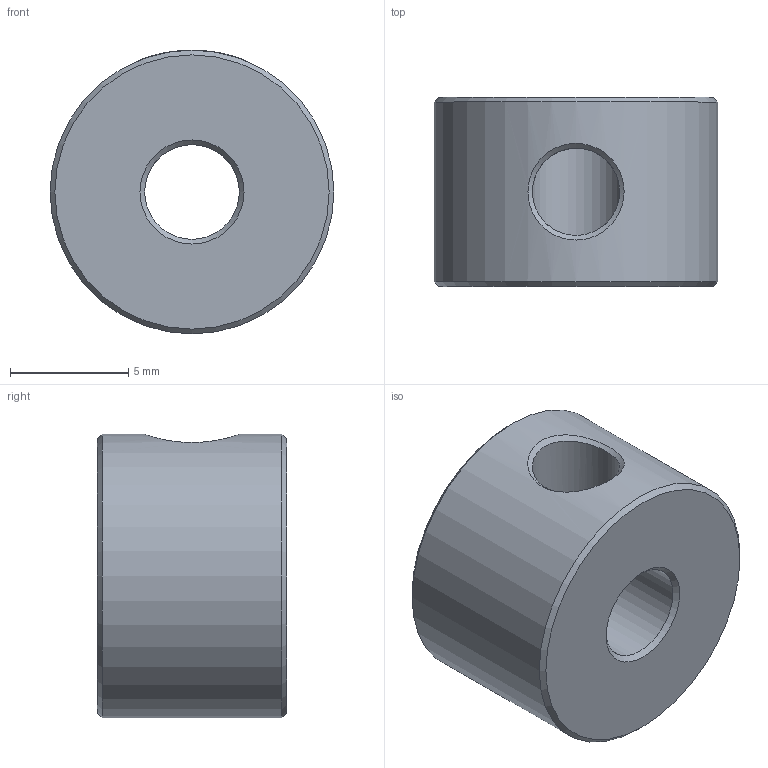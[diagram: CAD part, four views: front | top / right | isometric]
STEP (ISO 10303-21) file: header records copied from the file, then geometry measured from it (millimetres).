
FILE_DESCRIPTION(/* description */ (''),/* implementation_level */ '2;1');
FILE_NAME(/* name */ 'Matrix_08-0003.ipt.stp',/* time_stamp */ '2014-12-18T17:42:46-08:00',/* author */ ('Autodesk Inc.'),/* organization */ ('Autodesk Inc.'),/* preprocessor_version */ 'ST-DEVELOPER v15.6',/* originating_system */ 'Autodesk Inventor 2015',/* authorisation */ '');
FILE_SCHEMA (('AUTOMOTIVE_DESIGN { 1 0 10303 214 3 1 1 }'));
Length unit declared in the file: millimetre
Products named in the file (1): Matrix_08-0003
Bounding box: 12 x 8 x 12 mm (x, y, z)
Volume: 757.4 mm3; surface area: 617.4 mm2
Topology: 1 solids, 1 shells, 10 faces, 21 edges, 13 vertices
Faces by surface type: cone 4, cylinder 3, plane 2, bspline 1
Full cylindrical faces by diameter (mm): 3.688 x1, 4 x1, 12 x1
Entity records: 399 total; most frequent: CARTESIAN_POINT 194, DIRECTION 37, ORIENTED_EDGE 24, EDGE_LOOP 21, AXIS2_PLACEMENT_3D 18, EDGE_CURVE 12, FACE_BOUND 11, VERTEX_POINT 11
